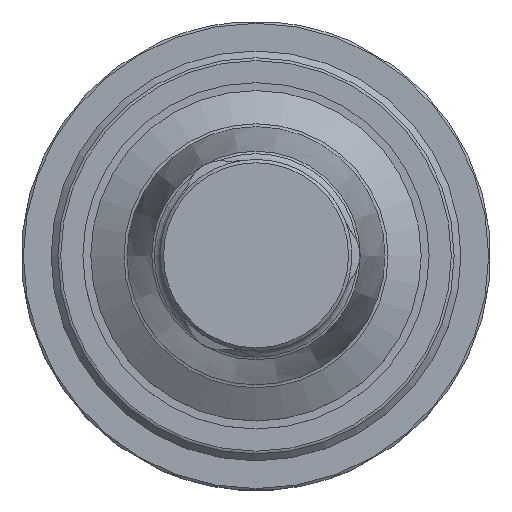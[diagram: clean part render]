
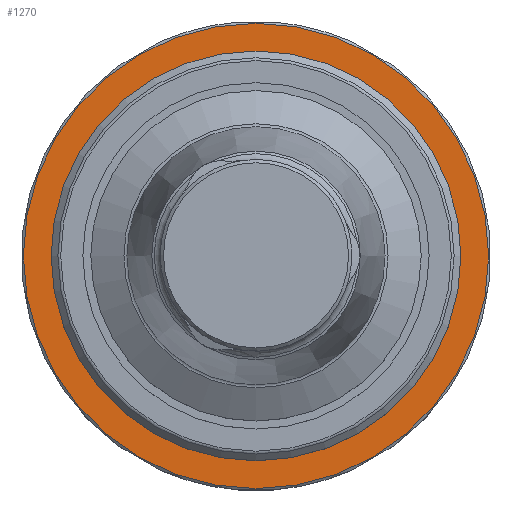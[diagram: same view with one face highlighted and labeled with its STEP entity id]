
A CAD part, top view. The second image highlights one B-rep face of the part: STEP entity #1270.
In plain terms, the highlighted planar face has unit normal (0, 0, 1).
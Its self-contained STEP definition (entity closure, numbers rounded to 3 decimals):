
#181=PLANE('',#1433);
#421=ORIENTED_EDGE('',*,*,#648,.T.);
#422=ORIENTED_EDGE('',*,*,#649,.F.);
#648=EDGE_CURVE('',#786,#786,#882,.T.);
#649=EDGE_CURVE('',#787,#787,#883,.T.);
#786=VERTEX_POINT('',#2233);
#787=VERTEX_POINT('',#2237);
#882=CIRCLE('',#1431,30.65);
#883=CIRCLE('',#1434,35.2);
#1005=EDGE_LOOP('',(#421));
#1006=EDGE_LOOP('',(#422));
#1138=FACE_BOUND('',#1005,.T.);
#1139=FACE_BOUND('',#1006,.T.);
#1270=ADVANCED_FACE('',(#1138,#1139),#181,.F.);
#1431=AXIS2_PLACEMENT_3D('',#2232,#1752,#1753);
#1433=AXIS2_PLACEMENT_3D('',#2235,#1756,#1757);
#1434=AXIS2_PLACEMENT_3D('',#2236,#1758,#1759);
#1752=DIRECTION('',(0.,0.,-1.));
#1753=DIRECTION('',(-1.,0.,0.));
#1756=DIRECTION('',(0.,0.,-1.));
#1757=DIRECTION('',(-1.,0.,0.));
#1758=DIRECTION('',(0.,0.,-1.));
#1759=DIRECTION('',(-1.,0.,0.));
#2232=CARTESIAN_POINT('',(0.,0.,-1.));
#2233=CARTESIAN_POINT('',(-30.65,0.,-1.));
#2235=CARTESIAN_POINT('',(-30.65,0.,-1.));
#2236=CARTESIAN_POINT('',(0.,0.,-1.));
#2237=CARTESIAN_POINT('',(-35.2,0.,-1.));
